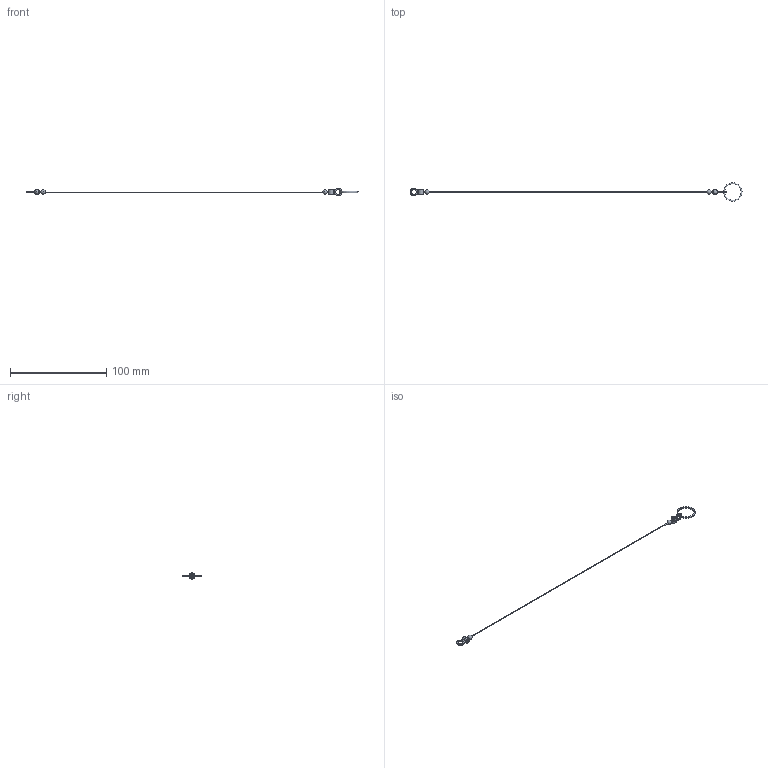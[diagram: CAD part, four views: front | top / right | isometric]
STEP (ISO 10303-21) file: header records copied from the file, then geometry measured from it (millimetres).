
FILE_DESCRIPTION( ( 'STEP AP214' ), '1' );
FILE_NAME( 'K1125.119X320.stp', '2020-12-10T10:11:29', ( '' ), ( '' ), ' ', 'PARTsolutions', ' ' );
FILE_SCHEMA( ( 'AUTOMOTIVE_DESIGN { 1 0 10303 214 1 1 1 1 }' ) );
Length unit declared in the file: millimetre
Products named in the file (1): _K1125.119X320
Bounding box: 344.49 x 19 x 7.99 mm (x, y, z)
Volume: 582.8 mm3; surface area: 2079.2 mm2
Topology: 1 solids, 1 shells, 57 faces, 184 edges, 123 vertices
Faces by surface type: cylinder 39, plane 12, sphere 4, torus 2
Full cylindrical faces by diameter (mm): 0.91 x3, 5 x2
Entity records: 2534 total; most frequent: CARTESIAN_POINT 516, DIRECTION 324, ORIENTED_EDGE 312, EDGE_CURVE 156, AXIS2_PLACEMENT_3D 136, VERTEX_POINT 116, EDGE_LOOP 80, CIRCLE 78
